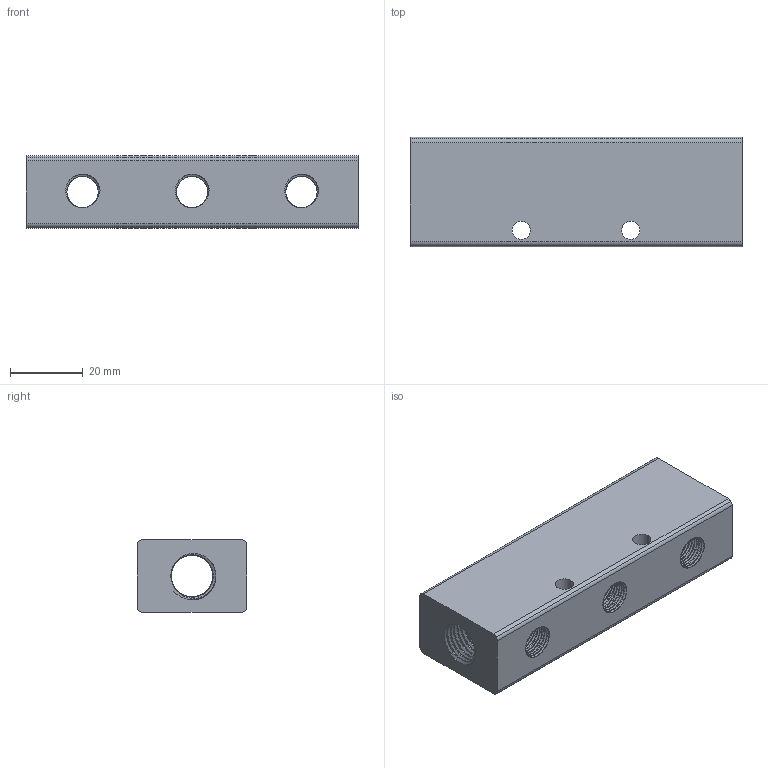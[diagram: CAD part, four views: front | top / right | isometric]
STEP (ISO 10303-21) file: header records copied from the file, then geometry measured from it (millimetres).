
FILE_DESCRIPTION((''),'2;1');
FILE_NAME('AU_001_1.stp','2007-12-01T23:31:51',('BP'),('AZ PNEUMATICA S.r.l.'),'Mechanical Desktop 2006','Mechanical Desktop 2006','Via Marco Biagi 6, 20020 Misinto (MI) Italia, ');
FILE_SCHEMA(('CONFIG_CONTROL_DESIGN'));
Length unit declared in the file: millimetre
Products named in the file (2): AU_001_1; PART1
Assembly tree (1 placements, depth 2):
  AU_001_1
    PART1
Bounding box: 91 x 30 x 20 mm (x, y, z)
Volume: 40231.5 mm3; surface area: 16121.6 mm2
Topology: 1 solids, 1 shells, 206 faces, 600 edges, 402 vertices
Faces by surface type: cylinder 152, bspline 40, plane 14
Entity records: 47934 total; most frequent: CARTESIAN_POINT 43163, ORIENTED_EDGE 1200, DIRECTION 606, EDGE_CURVE 600, VERTEX_POINT 402, B_SPLINE_CURVE_WITH_KNOTS 386, EDGE_LOOP 230, AXIS2_PLACEMENT_3D 224
